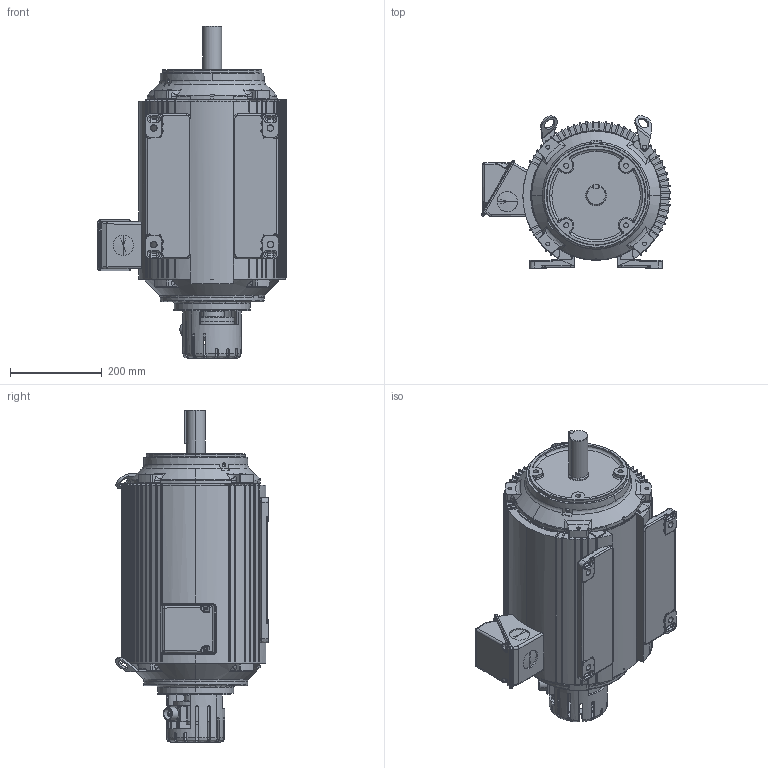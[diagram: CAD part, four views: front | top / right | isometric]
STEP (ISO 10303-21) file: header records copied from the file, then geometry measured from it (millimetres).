
FILE_DESCRIPTION (( 'STEP AP214' ), '1' );
FILE_NAME ('UN20T2BC-HS35A.STEP', '2024-08-13T01:11:07', ( '' ), ( '' ), 'SwSTEP 2.0', 'SolidWorks 2021', '' );
FILE_SCHEMA (( 'AUTOMOTIVE_DESIGN' ));
Length unit declared in the file: inch
Products named in the file (1): UN20T2BC-HS35A
Bounding box: 412.73 x 332.54 x 723.84 mm (x, y, z)
Volume: 38309814.4 mm3; surface area: 1243650.9 mm2
Topology: 20 solids, 52 shells, 2725 faces, 7187 edges, 4549 vertices
Faces by surface type: cylinder 911, plane 811, bspline 501, cone 269, torus 128, sphere 105
Entity records: 122992 total; most frequent: CARTESIAN_POINT 60392, ORIENTED_EDGE 14272, DIRECTION 11563, EDGE_CURVE 7136, VERTEX_POINT 4549, AXIS2_PLACEMENT_3D 4400, EDGE_LOOP 2855, VECTOR 2763
